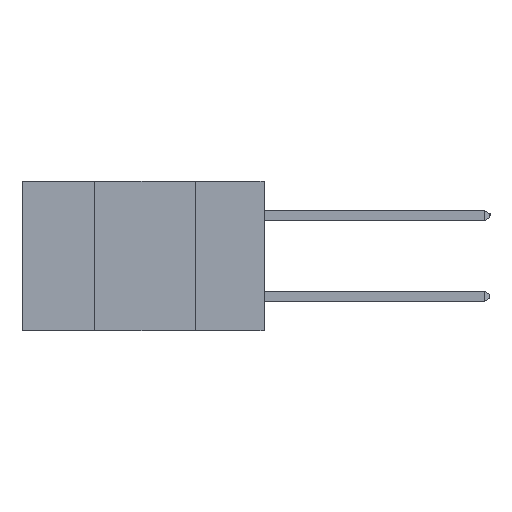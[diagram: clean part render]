
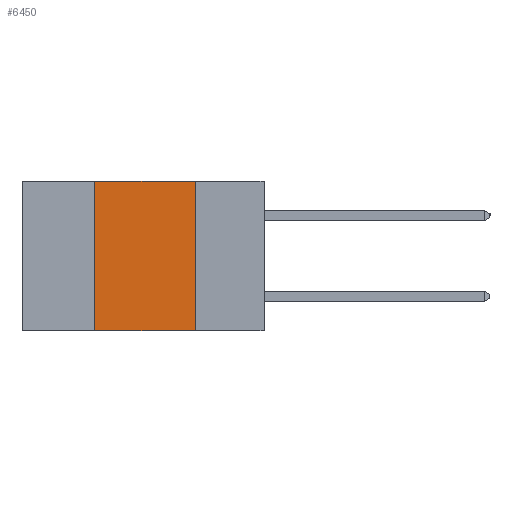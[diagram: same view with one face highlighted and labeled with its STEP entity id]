
A CAD part, left-side view. The second image highlights one B-rep face of the part: STEP entity #6450.
In plain terms, the highlighted planar face has unit normal (-1, 0, 0).
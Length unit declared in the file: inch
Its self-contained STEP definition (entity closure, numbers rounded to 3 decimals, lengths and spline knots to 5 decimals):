
#859 = VERTEX_POINT ( 'NONE', #9129 ) ;
#1104 = DIRECTION ( 'NONE',  ( 0., 0., -1. ) ) ;
#1452 = LINE ( 'NONE', #13798, #11239 ) ;
#1761 = AXIS2_PLACEMENT_3D ( 'NONE', #16942, #7598, #1104 ) ;
#1951 = DIRECTION ( 'NONE',  ( 0., 0., -1. ) ) ;
#2938 = VECTOR ( 'NONE', #1951, 39.37008 ) ;
#3192 = LINE ( 'NONE', #16722, #2938 ) ;
#3499 = FACE_OUTER_BOUND ( 'NONE', #5255, .T. ) ;
#3764 = PLANE ( 'NONE',  #1761 ) ;
#4058 = ORIENTED_EDGE ( 'NONE', *, *, #13242, .F. ) ;
#4353 = EDGE_CURVE ( 'NONE', #9079, #859, #8329, .T. ) ;
#4662 = ORIENTED_EDGE ( 'NONE', *, *, #10597, .F. ) ;
#5255 = EDGE_LOOP ( 'NONE', ( #4662, #11792, #4058, #16248 ) ) ;
#5497 = CARTESIAN_POINT ( 'NONE',  ( 0., 0.6, 0. ) ) ;
#6176 = CARTESIAN_POINT ( 'NONE',  ( 0., 0.17, 0. ) ) ;
#6450 = ADVANCED_FACE ( 'NONE', ( #3499 ), #3764, .F. ) ;
#6752 = LINE ( 'NONE', #5497, #7743 ) ;
#6990 = CARTESIAN_POINT ( 'NONE',  ( 0., 0.6, -0.37 ) ) ;
#7598 = DIRECTION ( 'NONE',  ( 1., 0., 0. ) ) ;
#7743 = VECTOR ( 'NONE', #12186, 39.37008 ) ;
#8329 = LINE ( 'NONE', #6990, #16914 ) ;
#8947 = EDGE_CURVE ( 'NONE', #12422, #15818, #6752, .T. ) ;
#9079 = VERTEX_POINT ( 'NONE', #16600 ) ;
#9129 = CARTESIAN_POINT ( 'NONE',  ( 0., 0.17, -0.37 ) ) ;
#9874 = CARTESIAN_POINT ( 'NONE',  ( 0., 0.42, 0. ) ) ;
#10597 = EDGE_CURVE ( 'NONE', #15818, #859, #3192, .T. ) ;
#11239 = VECTOR ( 'NONE', #17488, 39.37008 ) ;
#11260 = DIRECTION ( 'NONE',  ( 0., -1., 0. ) ) ;
#11792 = ORIENTED_EDGE ( 'NONE', *, *, #8947, .F. ) ;
#12186 = DIRECTION ( 'NONE',  ( 0., -1., 0. ) ) ;
#12422 = VERTEX_POINT ( 'NONE', #9874 ) ;
#13242 = EDGE_CURVE ( 'NONE', #9079, #12422, #1452, .T. ) ;
#13798 = CARTESIAN_POINT ( 'NONE',  ( 0., 0.42, -0.37 ) ) ;
#15818 = VERTEX_POINT ( 'NONE', #6176 ) ;
#16248 = ORIENTED_EDGE ( 'NONE', *, *, #4353, .T. ) ;
#16600 = CARTESIAN_POINT ( 'NONE',  ( 0., 0.42, -0.37 ) ) ;
#16722 = CARTESIAN_POINT ( 'NONE',  ( 0., 0.17, -0.37 ) ) ;
#16914 = VECTOR ( 'NONE', #11260, 39.37008 ) ;
#16942 = CARTESIAN_POINT ( 'NONE',  ( 0., 0.6, 0. ) ) ;
#17488 = DIRECTION ( 'NONE',  ( 0., 0., 1. ) ) ;
